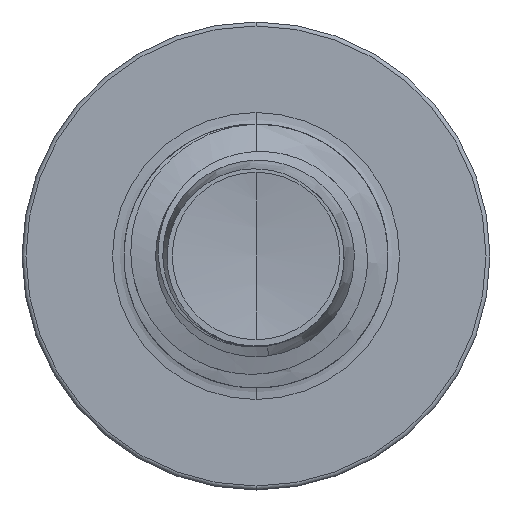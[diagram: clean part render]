
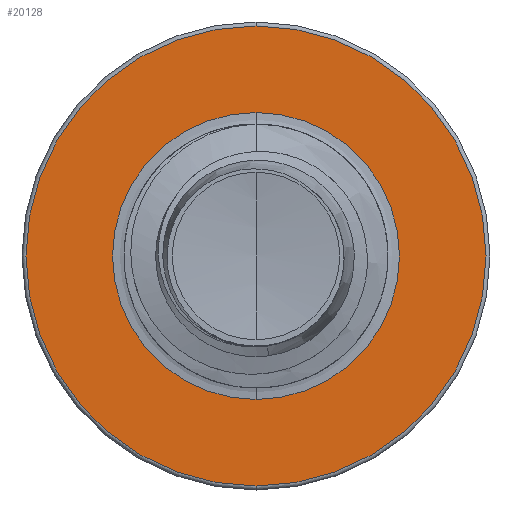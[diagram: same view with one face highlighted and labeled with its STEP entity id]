
A CAD part, front view. The second image highlights one B-rep face of the part: STEP entity #20128.
In plain terms, the highlighted planar face has unit normal (0, -1, 0).
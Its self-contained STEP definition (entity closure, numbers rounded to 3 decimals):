
#336 = DIRECTION ( 'NONE',  ( 0., 0., 1. ) ) ;
#442 = CARTESIAN_POINT ( 'NONE',  ( 0., 8., 0. ) ) ;
#820 = CARTESIAN_POINT ( 'NONE',  ( 0., 8., 0. ) ) ;
#2363 = DIRECTION ( 'NONE',  ( 0., 0., 1. ) ) ;
#2590 = AXIS2_PLACEMENT_3D ( 'NONE', #15123, #3945, #16826 ) ;
#2622 = VERTEX_POINT ( 'NONE', #11008 ) ;
#2633 = CARTESIAN_POINT ( 'NONE',  ( 0., 8., 1.917 ) ) ;
#2717 = DIRECTION ( 'NONE',  ( 0., 0., 1. ) ) ;
#3945 = DIRECTION ( 'NONE',  ( 0., 1., 0. ) ) ;
#4021 = CARTESIAN_POINT ( 'NONE',  ( 0., 8., -1.196 ) ) ;
#4327 = ORIENTED_EDGE ( 'NONE', *, *, #15541, .T. ) ;
#4870 = AXIS2_PLACEMENT_3D ( 'NONE', #4021, #22085, #11641 ) ;
#6054 = FACE_OUTER_BOUND ( 'NONE', #16479, .T. ) ;
#6666 = VERTEX_POINT ( 'NONE', #2633 ) ;
#8788 = ORIENTED_EDGE ( 'NONE', *, *, #14404, .F. ) ;
#9006 = VERTEX_POINT ( 'NONE', #9054 ) ;
#9054 = CARTESIAN_POINT ( 'NONE',  ( 0., 8., -1.196 ) ) ;
#9382 = AXIS2_PLACEMENT_3D ( 'NONE', #22105, #11663, #336 ) ;
#11008 = CARTESIAN_POINT ( 'NONE',  ( 0., 8., -1.917 ) ) ;
#11641 = DIRECTION ( 'NONE',  ( 0., 0., 1. ) ) ;
#11663 = DIRECTION ( 'NONE',  ( 0., 1., 0. ) ) ;
#12427 = EDGE_CURVE ( 'NONE', #6666, #2622, #18066, .T. ) ;
#13669 = DIRECTION ( 'NONE',  ( 0., 1., 0. ) ) ;
#14009 = DIRECTION ( 'NONE',  ( 0., 1., 0. ) ) ;
#14404 = EDGE_CURVE ( 'NONE', #2622, #6666, #19653, .T. ) ;
#14543 = AXIS2_PLACEMENT_3D ( 'NONE', #820, #14009, #2717 ) ;
#15123 = CARTESIAN_POINT ( 'NONE',  ( 0., 8., 0. ) ) ;
#15307 = EDGE_CURVE ( 'NONE', #9006, #15551, #16412, .T. ) ;
#15541 = EDGE_CURVE ( 'NONE', #15551, #9006, #19377, .T. ) ;
#15551 = VERTEX_POINT ( 'NONE', #22205 ) ;
#16412 = CIRCLE ( 'NONE', #2590, 1.196 ) ;
#16479 = EDGE_LOOP ( 'NONE', ( #17238, #8788 ) ) ;
#16826 = DIRECTION ( 'NONE',  ( 0., 0., 1. ) ) ;
#17238 = ORIENTED_EDGE ( 'NONE', *, *, #12427, .F. ) ;
#18066 = CIRCLE ( 'NONE', #14543, 1.917 ) ;
#19377 = CIRCLE ( 'NONE', #21992, 1.196 ) ;
#19399 = ORIENTED_EDGE ( 'NONE', *, *, #15307, .T. ) ;
#19653 = CIRCLE ( 'NONE', #9382, 1.917 ) ;
#20128 = ADVANCED_FACE ( 'NONE', ( #6054, #20383 ), #20361, .F. ) ;
#20361 = PLANE ( 'NONE',  #4870 ) ;
#20383 = FACE_BOUND ( 'NONE', #23149, .T. ) ;
#21992 = AXIS2_PLACEMENT_3D ( 'NONE', #442, #13669, #2363 ) ;
#22085 = DIRECTION ( 'NONE',  ( 0., 1., 0. ) ) ;
#22105 = CARTESIAN_POINT ( 'NONE',  ( 0., 8., 0. ) ) ;
#22205 = CARTESIAN_POINT ( 'NONE',  ( 0., 8., 1.196 ) ) ;
#23149 = EDGE_LOOP ( 'NONE', ( #4327, #19399 ) ) ;
